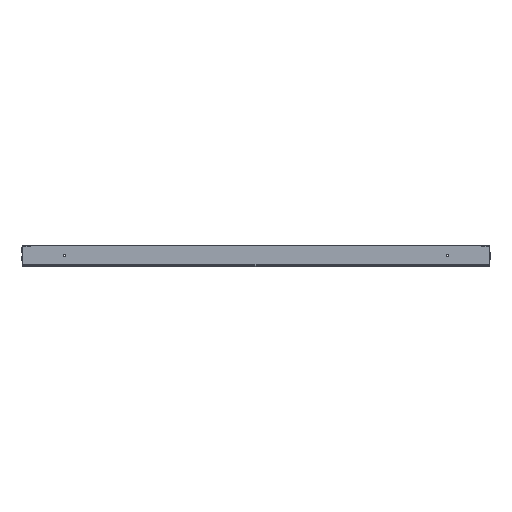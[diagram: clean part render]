
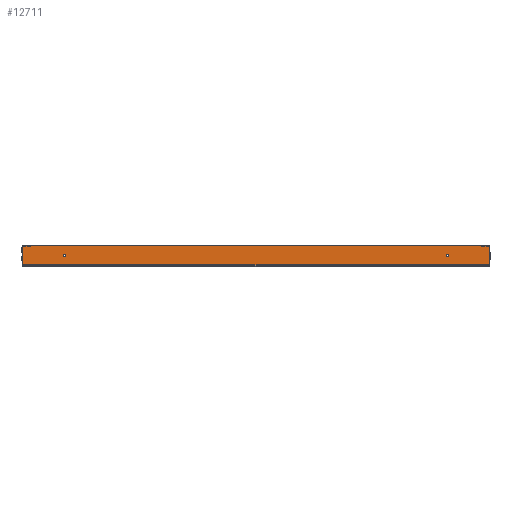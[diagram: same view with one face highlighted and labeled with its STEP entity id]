
A CAD part, front view. The second image highlights one B-rep face of the part: STEP entity #12711.
In plain terms, the highlighted planar face has unit normal (0, -1, 0).
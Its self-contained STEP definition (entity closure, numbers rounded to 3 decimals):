
#264 = EDGE_LOOP ( 'NONE', ( #47388, #23182 ) ) ;
#1227 = CARTESIAN_POINT ( 'NONE',  ( 546.929, -900., 48. ) ) ;
#1591 = ORIENTED_EDGE ( 'NONE', *, *, #24486, .T. ) ;
#2195 = CARTESIAN_POINT ( 'NONE',  ( -547.929, -900., 47. ) ) ;
#2697 = CIRCLE ( 'NONE', #55265, 3. ) ;
#3857 = CARTESIAN_POINT ( 'NONE',  ( -546.929, -900., 48. ) ) ;
#4036 = LINE ( 'NONE', #39353, #16730 ) ;
#4073 = VERTEX_POINT ( 'NONE', #1227 ) ;
#6132 = LINE ( 'NONE', #30046, #24405 ) ;
#7982 = CARTESIAN_POINT ( 'NONE',  ( 0., -900., 0. ) ) ;
#8365 = AXIS2_PLACEMENT_3D ( 'NONE', #49124, #73395, #25954 ) ;
#9154 = ORIENTED_EDGE ( 'NONE', *, *, #11345, .T. ) ;
#9679 = DIRECTION ( 'NONE',  ( 0., 1., 0. ) ) ;
#9752 = DIRECTION ( 'NONE',  ( 0., 0., 1. ) ) ;
#11345 = EDGE_CURVE ( 'NONE', #25206, #11678, #13324, .T. ) ;
#11678 = VERTEX_POINT ( 'NONE', #2195 ) ;
#11884 = AXIS2_PLACEMENT_3D ( 'NONE', #31866, #42882, #66730 ) ;
#12374 = CARTESIAN_POINT ( 'NONE',  ( 0., -900., 48. ) ) ;
#12711 = ADVANCED_FACE ( 'NONE', ( #75002, #32282, #39335 ), #68314, .F. ) ;
#12831 = ORIENTED_EDGE ( 'NONE', *, *, #44199, .T. ) ;
#13324 = CIRCLE ( 'NONE', #19575, 1. ) ;
#14355 = CARTESIAN_POINT ( 'NONE',  ( -450., -900., 21. ) ) ;
#15024 = EDGE_CURVE ( 'NONE', #21533, #60914, #2697, .T. ) ;
#16150 = CARTESIAN_POINT ( 'NONE',  ( -450., -900., 27. ) ) ;
#16730 = VECTOR ( 'NONE', #45657, 1000. ) ;
#17507 = EDGE_CURVE ( 'NONE', #4073, #25206, #42579, .T. ) ;
#17898 = CIRCLE ( 'NONE', #62961, 3. ) ;
#19486 = DIRECTION ( 'NONE',  ( 0., 0., 1. ) ) ;
#19556 = EDGE_LOOP ( 'NONE', ( #25961, #9154, #33571, #51295, #1591, #42039 ) ) ;
#19575 = AXIS2_PLACEMENT_3D ( 'NONE', #63420, #56038, #9752 ) ;
#20371 = CARTESIAN_POINT ( 'NONE',  ( -547.929, -900., 0. ) ) ;
#21533 = VERTEX_POINT ( 'NONE', #14355 ) ;
#23182 = ORIENTED_EDGE ( 'NONE', *, *, #67765, .T. ) ;
#24287 = DIRECTION ( 'NONE',  ( 0., 0., 1. ) ) ;
#24405 = VECTOR ( 'NONE', #37472, 1000. ) ;
#24486 = EDGE_CURVE ( 'NONE', #55263, #66416, #4036, .T. ) ;
#24980 = CARTESIAN_POINT ( 'NONE',  ( 547.929, -900., 2. ) ) ;
#25206 = VERTEX_POINT ( 'NONE', #3857 ) ;
#25822 = CARTESIAN_POINT ( 'NONE',  ( -450., -900., 24. ) ) ;
#25954 = DIRECTION ( 'NONE',  ( 0., 0., 1. ) ) ;
#25961 = ORIENTED_EDGE ( 'NONE', *, *, #17507, .T. ) ;
#28972 = CARTESIAN_POINT ( 'NONE',  ( 450., -900., 21. ) ) ;
#30046 = CARTESIAN_POINT ( 'NONE',  ( -550., -900., 2. ) ) ;
#30733 = AXIS2_PLACEMENT_3D ( 'NONE', #7982, #31884, #55827 ) ;
#31866 = CARTESIAN_POINT ( 'NONE',  ( 450., -900., 24. ) ) ;
#31884 = DIRECTION ( 'NONE',  ( 0., 1., 0. ) ) ;
#32096 = CARTESIAN_POINT ( 'NONE',  ( 547.929, -900., 47. ) ) ;
#32282 = FACE_BOUND ( 'NONE', #264, .T. ) ;
#33566 = DIRECTION ( 'NONE',  ( 0., 0., 1. ) ) ;
#33571 = ORIENTED_EDGE ( 'NONE', *, *, #50126, .F. ) ;
#34660 = CIRCLE ( 'NONE', #8365, 1. ) ;
#35744 = VERTEX_POINT ( 'NONE', #28972 ) ;
#37472 = DIRECTION ( 'NONE',  ( -1., 0., 0. ) ) ;
#37491 = EDGE_CURVE ( 'NONE', #71190, #35744, #39502, .T. ) ;
#38593 = EDGE_CURVE ( 'NONE', #55263, #75505, #6132, .T. ) ;
#39335 = FACE_OUTER_BOUND ( 'NONE', #19556, .T. ) ;
#39353 = CARTESIAN_POINT ( 'NONE',  ( 547.929, -900., 0. ) ) ;
#39502 = CIRCLE ( 'NONE', #11884, 3. ) ;
#42039 = ORIENTED_EDGE ( 'NONE', *, *, #46020, .T. ) ;
#42127 = AXIS2_PLACEMENT_3D ( 'NONE', #48549, #53654, #19486 ) ;
#42579 = LINE ( 'NONE', #12374, #45355 ) ;
#42882 = DIRECTION ( 'NONE',  ( 0., 1., 0. ) ) ;
#43960 = LINE ( 'NONE', #20371, #56111 ) ;
#44199 = EDGE_CURVE ( 'NONE', #60914, #21533, #68385, .T. ) ;
#45355 = VECTOR ( 'NONE', #60572, 1000. ) ;
#45657 = DIRECTION ( 'NONE',  ( 0., 0., 1. ) ) ;
#46020 = EDGE_CURVE ( 'NONE', #66416, #4073, #34660, .T. ) ;
#47222 = CARTESIAN_POINT ( 'NONE',  ( 450., -900., 27. ) ) ;
#47388 = ORIENTED_EDGE ( 'NONE', *, *, #37491, .T. ) ;
#48231 = DIRECTION ( 'NONE',  ( 0., 1., 0. ) ) ;
#48549 = CARTESIAN_POINT ( 'NONE',  ( -450., -900., 24. ) ) ;
#48718 = EDGE_LOOP ( 'NONE', ( #12831, #62113 ) ) ;
#49124 = CARTESIAN_POINT ( 'NONE',  ( 546.929, -900., 47. ) ) ;
#50126 = EDGE_CURVE ( 'NONE', #75505, #11678, #43960, .T. ) ;
#51295 = ORIENTED_EDGE ( 'NONE', *, *, #38593, .F. ) ;
#53654 = DIRECTION ( 'NONE',  ( 0., 1., 0. ) ) ;
#53996 = CARTESIAN_POINT ( 'NONE',  ( -547.929, -900., 2. ) ) ;
#55263 = VERTEX_POINT ( 'NONE', #24980 ) ;
#55265 = AXIS2_PLACEMENT_3D ( 'NONE', #25822, #48231, #24287 ) ;
#55827 = DIRECTION ( 'NONE',  ( 0., 0., 1. ) ) ;
#56038 = DIRECTION ( 'NONE',  ( 0., -1., 0. ) ) ;
#56111 = VECTOR ( 'NONE', #61545, 1000. ) ;
#60572 = DIRECTION ( 'NONE',  ( -1., 0., 0. ) ) ;
#60914 = VERTEX_POINT ( 'NONE', #16150 ) ;
#61545 = DIRECTION ( 'NONE',  ( 0., 0., 1. ) ) ;
#62113 = ORIENTED_EDGE ( 'NONE', *, *, #15024, .T. ) ;
#62961 = AXIS2_PLACEMENT_3D ( 'NONE', #63340, #9679, #33566 ) ;
#63340 = CARTESIAN_POINT ( 'NONE',  ( 450., -900., 24. ) ) ;
#63420 = CARTESIAN_POINT ( 'NONE',  ( -546.929, -900., 47. ) ) ;
#66416 = VERTEX_POINT ( 'NONE', #32096 ) ;
#66730 = DIRECTION ( 'NONE',  ( 0., 0., 1. ) ) ;
#67765 = EDGE_CURVE ( 'NONE', #35744, #71190, #17898, .T. ) ;
#68314 = PLANE ( 'NONE',  #30733 ) ;
#68385 = CIRCLE ( 'NONE', #42127, 3. ) ;
#71190 = VERTEX_POINT ( 'NONE', #47222 ) ;
#73395 = DIRECTION ( 'NONE',  ( 0., -1., 0. ) ) ;
#75002 = FACE_BOUND ( 'NONE', #48718, .T. ) ;
#75505 = VERTEX_POINT ( 'NONE', #53996 ) ;
